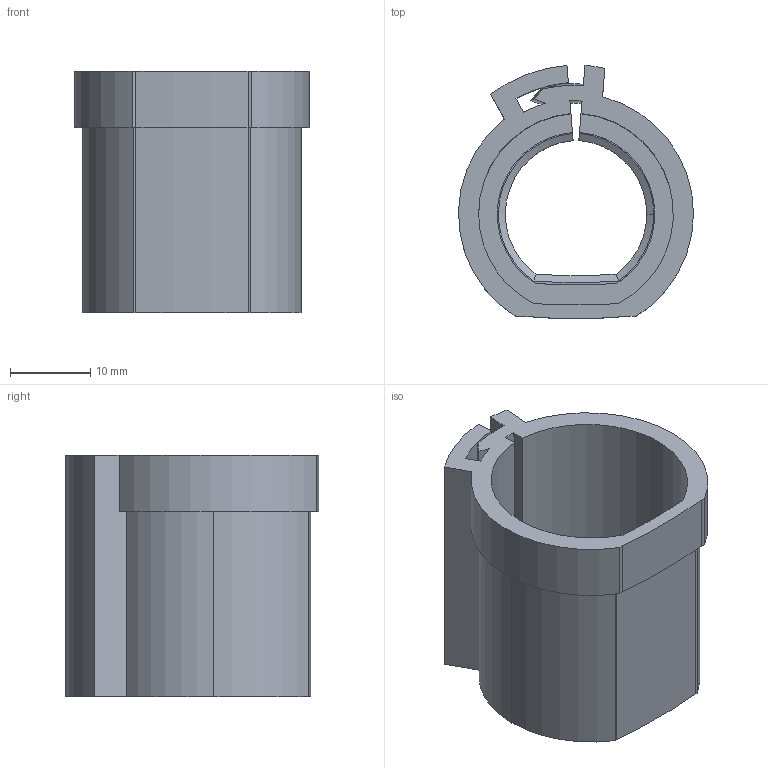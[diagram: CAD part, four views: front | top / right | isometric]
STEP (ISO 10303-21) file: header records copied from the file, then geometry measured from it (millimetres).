
FILE_DESCRIPTION (( 'STEP AP214' ), '1' );
FILE_NAME ('2047839.stp', '2019-11-20T10:03:48', ( '' ), ( '' ), 'SwSTEP 2.0', 'SolidWorks 2018', '' );
FILE_SCHEMA (( 'AUTOMOTIVE_DESIGN' ));
Length unit declared in the file: millimetre
Products named in the file (1): 2047839
Bounding box: 29.19 x 31.45 x 30 mm (x, y, z)
Volume: 5760.8 mm3; surface area: 7045.2 mm2
Topology: 1 solids, 1 shells, 50 faces, 144 edges, 95 vertices
Faces by surface type: cylinder 26, plane 18, cone 6
Entity records: 1715 total; most frequent: CARTESIAN_POINT 314, DIRECTION 300, ORIENTED_EDGE 288, EDGE_CURVE 144, AXIS2_PLACEMENT_3D 112, VERTEX_POINT 95, VECTOR 76, LINE 76
